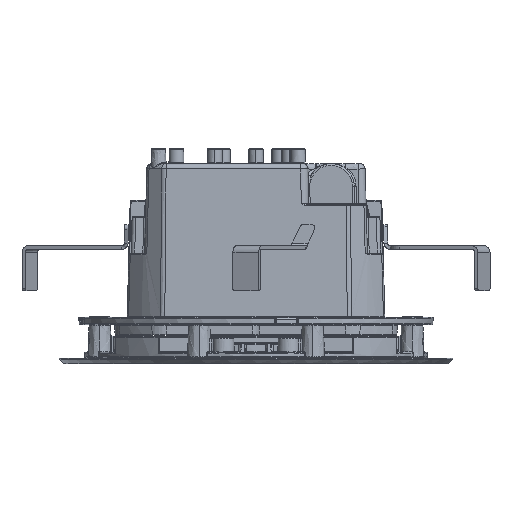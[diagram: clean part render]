
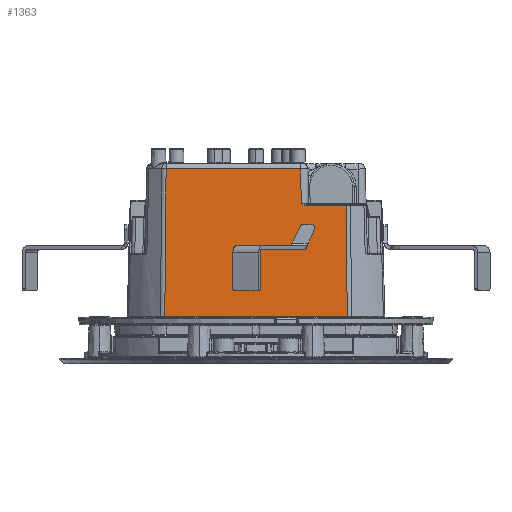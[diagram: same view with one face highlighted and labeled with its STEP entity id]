
A CAD part, front view. The second image highlights one B-rep face of the part: STEP entity #1363.
In plain terms, the highlighted planar face has unit normal (0, -1, 0.026).
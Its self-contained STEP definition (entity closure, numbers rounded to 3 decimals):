
#1363=ADVANCED_FACE('',(#3660),#33745,.T.);
#3660=FACE_OUTER_BOUND('',#5974,.T.);
#5974=EDGE_LOOP('',(#13441,#13442,#13443,#13444,#13445,#13446,#13447));
#13441=ORIENTED_EDGE('',*,*,#21173,.T.);
#13442=ORIENTED_EDGE('',*,*,#21171,.T.);
#13443=ORIENTED_EDGE('',*,*,#21175,.T.);
#13444=ORIENTED_EDGE('',*,*,#21170,.T.);
#13445=ORIENTED_EDGE('',*,*,#21169,.T.);
#13446=ORIENTED_EDGE('',*,*,#21174,.T.);
#13447=ORIENTED_EDGE('',*,*,#21172,.T.);
#21169=EDGE_CURVE('',#30764,#30765,#25464,.T.);
#21170=EDGE_CURVE('',#30766,#30764,#27849,.T.);
#21171=EDGE_CURVE('',#30768,#30767,#27850,.T.);
#21172=EDGE_CURVE('',#30769,#30770,#27851,.T.);
#21173=EDGE_CURVE('',#30770,#30768,#27852,.T.);
#21174=EDGE_CURVE('',#30765,#30769,#27853,.T.);
#21175=EDGE_CURVE('',#30767,#30766,#25465,.T.);
#25464=(
BOUNDED_CURVE()
B_SPLINE_CURVE(3,(#104100,#104101,#104102,#104103),.UNSPECIFIED.,.F.,.F.)
B_SPLINE_CURVE_WITH_KNOTS((4,4),(0.,1.),.UNSPECIFIED.)
CURVE()
GEOMETRIC_REPRESENTATION_ITEM()
RATIONAL_B_SPLINE_CURVE((1.,1.,1.,1.))
REPRESENTATION_ITEM('')
);
#25465=(
BOUNDED_CURVE()
B_SPLINE_CURVE(3,(#104116,#104117,#104118,#104119),.UNSPECIFIED.,.F.,.F.)
B_SPLINE_CURVE_WITH_KNOTS((4,4),(0.,1.),.UNSPECIFIED.)
CURVE()
GEOMETRIC_REPRESENTATION_ITEM()
RATIONAL_B_SPLINE_CURVE((1.,1.,1.,1.))
REPRESENTATION_ITEM('')
);
#27849=B_SPLINE_CURVE_WITH_KNOTS('',1,(#104104,#104105),.UNSPECIFIED.,.F.,
 .F.,(2,2),(0.,22.443),.UNSPECIFIED.);
#27850=B_SPLINE_CURVE_WITH_KNOTS('',1,(#104106,#104107),.UNSPECIFIED.,.F.,
 .F.,(2,2),(0.,102.056),.UNSPECIFIED.);
#27851=B_SPLINE_CURVE_WITH_KNOTS('',1,(#104108,#104109),.UNSPECIFIED.,.F.,
 .F.,(2,2),(0.,75.376),.UNSPECIFIED.);
#27852=B_SPLINE_CURVE_WITH_KNOTS('',3,(#104110,#104111,#104112,#104113),
 .UNSPECIFIED.,.F.,.F.,(4,4),(0.,1.),.UNSPECIFIED.);
#27853=B_SPLINE_CURVE_WITH_KNOTS('',1,(#104114,#104115),.UNSPECIFIED.,.F.,
 .F.,(2,2),(0.,19.521),.UNSPECIFIED.);
#30764=VERTEX_POINT('',#101793);
#30765=VERTEX_POINT('',#101794);
#30766=VERTEX_POINT('',#101795);
#30767=VERTEX_POINT('',#101796);
#30768=VERTEX_POINT('',#101797);
#30769=VERTEX_POINT('',#101798);
#30770=VERTEX_POINT('',#101799);
#33745=PLANE('',#34173);
#34173=AXIS2_PLACEMENT_3D('',#83187,#34507,$);
#34507=DIRECTION('',(0.,-1.,0.026));
#83187=CARTESIAN_POINT('',(-61.843,-64.482,10.281));
#101793=CARTESIAN_POINT('',(28.04,-65.251,-19.09));
#101794=CARTESIAN_POINT('',(25.244,-65.226,-18.116));
#101795=CARTESIAN_POINT('',(50.483,-65.251,-19.09));
#101796=CARTESIAN_POINT('',(51.028,-66.878,-81.195));
#101797=CARTESIAN_POINT('',(-51.028,-66.878,-81.195));
#101798=CARTESIAN_POINT('',(25.074,-64.715,1.397));
#101799=CARTESIAN_POINT('',(-50.302,-64.715,1.397));
#104100=CARTESIAN_POINT('',(28.04,-65.251,-19.09));
#104101=CARTESIAN_POINT('',(27.039,-65.251,-19.09));
#104102=CARTESIAN_POINT('',(26.105,-65.238,-18.577));
#104103=CARTESIAN_POINT('',(25.244,-65.226,-18.116));
#104104=CARTESIAN_POINT('',(50.483,-65.251,-19.09));
#104105=CARTESIAN_POINT('',(28.04,-65.251,-19.09));
#104106=CARTESIAN_POINT('',(-51.028,-66.878,-81.195));
#104107=CARTESIAN_POINT('',(51.028,-66.878,-81.195));
#104108=CARTESIAN_POINT('',(25.074,-64.715,1.397));
#104109=CARTESIAN_POINT('',(-50.302,-64.715,1.397));
#104110=CARTESIAN_POINT('',(-50.302,-64.715,1.397));
#104111=CARTESIAN_POINT('',(-50.546,-65.436,-26.134));
#104112=CARTESIAN_POINT('',(-50.788,-66.157,-53.664));
#104113=CARTESIAN_POINT('',(-51.028,-66.878,-81.195));
#104114=CARTESIAN_POINT('',(25.244,-65.226,-18.116));
#104115=CARTESIAN_POINT('',(25.074,-64.715,1.397));
#104116=CARTESIAN_POINT('',(51.028,-66.878,-81.195));
#104117=CARTESIAN_POINT('',(50.847,-66.335,-60.493));
#104118=CARTESIAN_POINT('',(50.666,-65.793,-39.792));
#104119=CARTESIAN_POINT('',(50.483,-65.251,-19.09));
